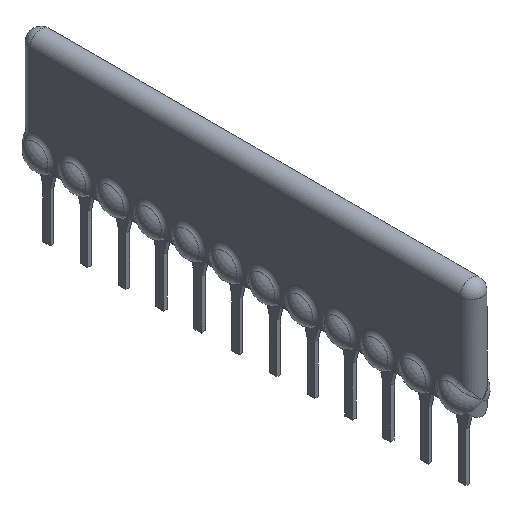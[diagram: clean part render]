
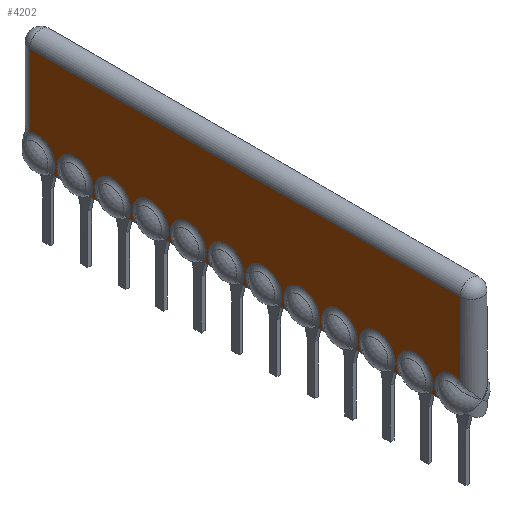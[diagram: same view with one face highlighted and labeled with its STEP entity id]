
A CAD part, isometric view. The second image highlights one B-rep face of the part: STEP entity #4202.
In plain terms, the highlighted planar face has unit normal (-1, 0, 0).
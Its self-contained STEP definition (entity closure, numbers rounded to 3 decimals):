
#350=CARTESIAN_POINT('',(-0.75,0.75,
1.112));
#564=CARTESIAN_POINT('',(-0.75,29.185,0.));
#565=DIRECTION('',(1.,0.,0.));
#566=DIRECTION('',(0.,0.407,0.914));
#567=AXIS2_PLACEMENT_3D('',#564,#565,#566);
#803=DIRECTION('',(0.,0.,-1.));
#804=VECTOR('',#803,4.893);
#805=CARTESIAN_POINT('',(-0.75,29.68,6.005));
#806=LINE('',#805,#804);
#807=DIRECTION('',(0.,0.,-1.));
#808=VECTOR('',#807,4.893);
#809=CARTESIAN_POINT('',(-0.75,0.75,6.005));
#810=LINE('',#809,#808);
#811=CARTESIAN_POINT('',(-0.75,1.245,0.));
#812=DIRECTION('',(1.,0.,0.));
#813=DIRECTION('',(0.,0.875,-0.484));
#814=AXIS2_PLACEMENT_3D('',#811,#812,#813);
#816=DIRECTION('',(0.,1.,0.));
#817=VECTOR('',#816,0.409);
#818=CARTESIAN_POINT('',(-0.75,2.311,-0.589));
#819=LINE('',#818,#817);
#820=DIRECTION('',(0.,1.,0.));
#821=VECTOR('',#820,0.409);
#822=CARTESIAN_POINT('',(-0.75,4.851,-0.589));
#823=LINE('',#822,#821);
#824=DIRECTION('',(0.,1.,0.));
#825=VECTOR('',#824,0.409);
#826=CARTESIAN_POINT('',(-0.75,7.391,-0.589));
#827=LINE('',#826,#825);
#828=DIRECTION('',(0.,1.,0.));
#829=VECTOR('',#828,0.409);
#830=CARTESIAN_POINT('',(-0.75,9.931,-0.589));
#831=LINE('',#830,#829);
#832=DIRECTION('',(0.,1.,0.));
#833=VECTOR('',#832,0.409);
#834=CARTESIAN_POINT('',(-0.75,12.471,-0.589));
#835=LINE('',#834,#833);
#836=DIRECTION('',(0.,1.,0.));
#837=VECTOR('',#836,0.409);
#838=CARTESIAN_POINT('',(-0.75,15.011,-0.589));
#839=LINE('',#838,#837);
#840=DIRECTION('',(0.,1.,0.));
#841=VECTOR('',#840,0.409);
#842=CARTESIAN_POINT('',(-0.75,17.551,-0.589));
#843=LINE('',#842,#841);
#844=DIRECTION('',(0.,1.,0.));
#845=VECTOR('',#844,0.409);
#846=CARTESIAN_POINT('',(-0.75,20.091,-0.589));
#847=LINE('',#846,#845);
#848=DIRECTION('',(0.,1.,0.));
#849=VECTOR('',#848,0.409);
#850=CARTESIAN_POINT('',(-0.75,22.631,-0.589));
#851=LINE('',#850,#849);
#852=DIRECTION('',(0.,1.,0.));
#853=VECTOR('',#852,0.409);
#854=CARTESIAN_POINT('',(-0.75,25.171,-0.589));
#855=LINE('',#854,#853);
#856=DIRECTION('',(0.,1.,0.));
#857=VECTOR('',#856,0.409);
#858=CARTESIAN_POINT('',(-0.75,27.711,-0.589));
#859=LINE('',#858,#857);
#870=DIRECTION('',(0.,1.,0.));
#871=VECTOR('',#870,28.93);
#872=CARTESIAN_POINT('',(-0.75,0.75,6.005));
#873=LINE('',#872,#871);
#903=CARTESIAN_POINT('',(-0.75,3.785,0.));
#904=DIRECTION('',(1.,0.,0.));
#905=DIRECTION('',(0.,0.875,-0.484));
#906=AXIS2_PLACEMENT_3D('',#903,#904,#905);
#1059=CARTESIAN_POINT('',(-0.75,6.325,0.));
#1060=DIRECTION('',(1.,0.,0.));
#1061=DIRECTION('',(0.,0.875,-0.484));
#1062=AXIS2_PLACEMENT_3D('',#1059,#1060,#1061);
#1225=CARTESIAN_POINT('',(-0.75,8.865,0.));
#1226=DIRECTION('',(1.,0.,0.));
#1227=DIRECTION('',(0.,0.875,-0.484));
#1228=AXIS2_PLACEMENT_3D('',#1225,#1226,#1227);
#1285=CARTESIAN_POINT('',(-0.75,11.405,0.));
#1286=DIRECTION('',(1.,0.,0.));
#1287=DIRECTION('',(0.,0.875,-0.484));
#1288=AXIS2_PLACEMENT_3D('',#1285,#1286,#1287);
#1451=CARTESIAN_POINT('',(-0.75,13.945,0.));
#1452=DIRECTION('',(1.,0.,0.));
#1453=DIRECTION('',(0.,0.875,-0.484));
#1454=AXIS2_PLACEMENT_3D('',#1451,#1452,#1453);
#1617=CARTESIAN_POINT('',(-0.75,16.485,0.));
#1618=DIRECTION('',(1.,0.,0.));
#1619=DIRECTION('',(0.,0.875,-0.484));
#1620=AXIS2_PLACEMENT_3D('',#1617,#1618,#1619);
#1783=CARTESIAN_POINT('',(-0.75,19.025,0.));
#1784=DIRECTION('',(1.,0.,0.));
#1785=DIRECTION('',(0.,0.875,-0.484));
#1786=AXIS2_PLACEMENT_3D('',#1783,#1784,#1785);
#1949=CARTESIAN_POINT('',(-0.75,21.565,0.));
#1950=DIRECTION('',(1.,0.,0.));
#1951=DIRECTION('',(0.,0.875,-0.484));
#1952=AXIS2_PLACEMENT_3D('',#1949,#1950,#1951);
#2115=CARTESIAN_POINT('',(-0.75,24.105,0.));
#2116=DIRECTION('',(1.,0.,0.));
#2117=DIRECTION('',(0.,0.875,-0.484));
#2118=AXIS2_PLACEMENT_3D('',#2115,#2116,#2117);
#2281=CARTESIAN_POINT('',(-0.75,26.645,0.));
#2282=DIRECTION('',(1.,0.,0.));
#2283=DIRECTION('',(0.,0.875,-0.484));
#2284=AXIS2_PLACEMENT_3D('',#2281,#2282,#2283);
#2512=CARTESIAN_POINT('',(-0.75,0.75,6.005));
#2514=VERTEX_POINT('',#2512);
#2517=VERTEX_POINT('',#350);
#2520=CARTESIAN_POINT('',(-0.75,2.311,-0.589));
#2521=VERTEX_POINT('',#2520);
#2539=CARTESIAN_POINT('',(-0.75,4.851,-0.589));
#2540=CARTESIAN_POINT('',(-0.75,5.259,-0.589));
#2541=VERTEX_POINT('',#2539);
#2542=VERTEX_POINT('',#2540);
#2547=CARTESIAN_POINT('',(-0.75,2.719,-0.589));
#2548=VERTEX_POINT('',#2547);
#2559=CARTESIAN_POINT('',(-0.75,7.391,-0.589));
#2560=CARTESIAN_POINT('',(-0.75,7.799,-0.589));
#2561=VERTEX_POINT('',#2559);
#2562=VERTEX_POINT('',#2560);
#2563=CARTESIAN_POINT('',(-0.75,9.931,-0.589));
#2564=CARTESIAN_POINT('',(-0.75,10.339,-0.589));
#2565=VERTEX_POINT('',#2563);
#2566=VERTEX_POINT('',#2564);
#2567=CARTESIAN_POINT('',(-0.75,12.471,-0.589));
#2568=CARTESIAN_POINT('',(-0.75,12.879,-0.589));
#2569=VERTEX_POINT('',#2567);
#2570=VERTEX_POINT('',#2568);
#2571=CARTESIAN_POINT('',(-0.75,15.011,-0.589));
#2572=CARTESIAN_POINT('',(-0.75,15.419,-0.589));
#2573=VERTEX_POINT('',#2571);
#2574=VERTEX_POINT('',#2572);
#2575=CARTESIAN_POINT('',(-0.75,17.551,-0.589));
#2576=CARTESIAN_POINT('',(-0.75,17.959,-0.589));
#2577=VERTEX_POINT('',#2575);
#2578=VERTEX_POINT('',#2576);
#2579=CARTESIAN_POINT('',(-0.75,20.091,-0.589));
#2580=CARTESIAN_POINT('',(-0.75,20.499,-0.589));
#2581=VERTEX_POINT('',#2579);
#2582=VERTEX_POINT('',#2580);
#2583=CARTESIAN_POINT('',(-0.75,22.631,-0.589));
#2584=CARTESIAN_POINT('',(-0.75,23.039,-0.589));
#2585=VERTEX_POINT('',#2583);
#2586=VERTEX_POINT('',#2584);
#2587=CARTESIAN_POINT('',(-0.75,25.171,-0.589));
#2588=CARTESIAN_POINT('',(-0.75,25.579,-0.589));
#2589=VERTEX_POINT('',#2587);
#2590=VERTEX_POINT('',#2588);
#2591=CARTESIAN_POINT('',(-0.75,27.711,-0.589));
#2592=CARTESIAN_POINT('',(-0.75,28.119,-0.589));
#2593=VERTEX_POINT('',#2591);
#2594=VERTEX_POINT('',#2592);
#2999=CARTESIAN_POINT('',(-0.75,29.68,6.005));
#3000=CARTESIAN_POINT('',(-0.75,29.68,1.112));
#3001=VERTEX_POINT('',#2999);
#3002=VERTEX_POINT('',#3000);
#4157=CARTESIAN_POINT('',(-0.75,0.,-0.589));
#4158=DIRECTION('',(-1.,0.,0.));
#4159=DIRECTION('',(0.,0.,1.));
#4160=AXIS2_PLACEMENT_3D('',#4157,#4158,#4159);
#4161=PLANE('',#4160);
#4162=ORIENTED_EDGE('',*,*,#3724,.F.);
#4164=ORIENTED_EDGE('',*,*,#4163,.F.);
#4165=ORIENTED_EDGE('',*,*,#3469,.T.);
#4167=ORIENTED_EDGE('',*,*,#4166,.F.);
#4168=ORIENTED_EDGE('',*,*,#3217,.T.);
#4170=ORIENTED_EDGE('',*,*,#4169,.F.);
#4171=ORIENTED_EDGE('',*,*,#3201,.T.);
#4173=ORIENTED_EDGE('',*,*,#4172,.F.);
#4174=ORIENTED_EDGE('',*,*,#3436,.T.);
#4176=ORIENTED_EDGE('',*,*,#4175,.F.);
#4177=ORIENTED_EDGE('',*,*,#3405,.T.);
#4179=ORIENTED_EDGE('',*,*,#4178,.F.);
#4180=ORIENTED_EDGE('',*,*,#3381,.T.);
#4182=ORIENTED_EDGE('',*,*,#4181,.F.);
#4183=ORIENTED_EDGE('',*,*,#3357,.T.);
#4185=ORIENTED_EDGE('',*,*,#4184,.F.);
#4186=ORIENTED_EDGE('',*,*,#3333,.T.);
#4188=ORIENTED_EDGE('',*,*,#4187,.F.);
#4189=ORIENTED_EDGE('',*,*,#3309,.T.);
#4191=ORIENTED_EDGE('',*,*,#4190,.F.);
#4192=ORIENTED_EDGE('',*,*,#3285,.T.);
#4194=ORIENTED_EDGE('',*,*,#4193,.F.);
#4195=ORIENTED_EDGE('',*,*,#3261,.T.);
#4197=ORIENTED_EDGE('',*,*,#4196,.F.);
#4198=ORIENTED_EDGE('',*,*,#3237,.T.);
#4199=ORIENTED_EDGE('',*,*,#3824,.F.);
#4200=EDGE_LOOP('',(#4162,#4164,#4165,#4167,#4168,#4170,#4171,#4173,#4174,#4176,
#4177,#4179,#4180,#4182,#4183,#4185,#4186,#4188,#4189,#4191,#4192,#4194,#4195,
#4197,#4198,#4199));
#4201=FACE_OUTER_BOUND('',#4200,.F.);
#568=CIRCLE('',#567,1.218);
#815=CIRCLE('',#814,1.218);
#907=CIRCLE('',#906,1.218);
#1063=CIRCLE('',#1062,1.218);
#1229=CIRCLE('',#1228,1.218);
#1289=CIRCLE('',#1288,1.218);
#1455=CIRCLE('',#1454,1.218);
#1621=CIRCLE('',#1620,1.218);
#1787=CIRCLE('',#1786,1.218);
#1953=CIRCLE('',#1952,1.218);
#2119=CIRCLE('',#2118,1.218);
#2285=CIRCLE('',#2284,1.218);
#3201=EDGE_CURVE('',#2541,#2542,#823,.T.);
#3217=EDGE_CURVE('',#2521,#2548,#819,.T.);
#3237=EDGE_CURVE('',#2593,#2594,#859,.T.);
#3261=EDGE_CURVE('',#2589,#2590,#855,.T.);
#3285=EDGE_CURVE('',#2585,#2586,#851,.T.);
#3309=EDGE_CURVE('',#2581,#2582,#847,.T.);
#3333=EDGE_CURVE('',#2577,#2578,#843,.T.);
#3357=EDGE_CURVE('',#2573,#2574,#839,.T.);
#3381=EDGE_CURVE('',#2569,#2570,#835,.T.);
#3405=EDGE_CURVE('',#2565,#2566,#831,.T.);
#3436=EDGE_CURVE('',#2561,#2562,#827,.T.);
#3469=EDGE_CURVE('',#2514,#2517,#810,.T.);
#3724=EDGE_CURVE('',#3001,#3002,#806,.T.);
#3824=EDGE_CURVE('',#3002,#2594,#568,.T.);
#4163=EDGE_CURVE('',#2514,#3001,#873,.T.);
#4166=EDGE_CURVE('',#2521,#2517,#815,.T.);
#4169=EDGE_CURVE('',#2541,#2548,#907,.T.);
#4172=EDGE_CURVE('',#2561,#2542,#1063,.T.);
#4175=EDGE_CURVE('',#2565,#2562,#1229,.T.);
#4178=EDGE_CURVE('',#2569,#2566,#1289,.T.);
#4181=EDGE_CURVE('',#2573,#2570,#1455,.T.);
#4184=EDGE_CURVE('',#2577,#2574,#1621,.T.);
#4187=EDGE_CURVE('',#2581,#2578,#1787,.T.);
#4190=EDGE_CURVE('',#2585,#2582,#1953,.T.);
#4193=EDGE_CURVE('',#2589,#2586,#2119,.T.);
#4196=EDGE_CURVE('',#2593,#2590,#2285,.T.);
#4202=ADVANCED_FACE('',(#4201),#4161,.T.);
